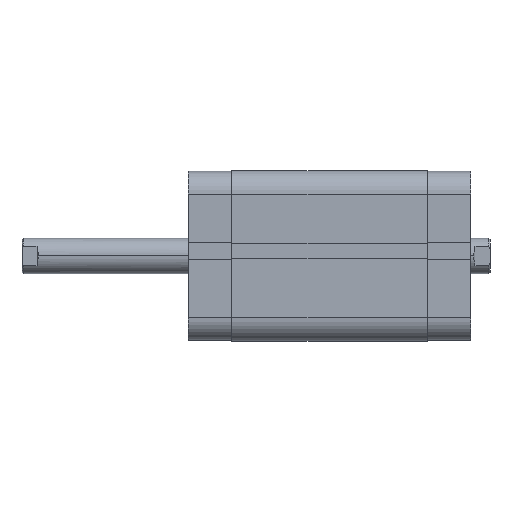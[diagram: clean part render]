
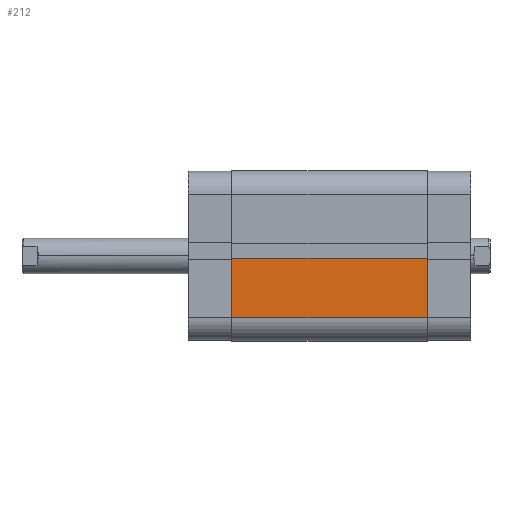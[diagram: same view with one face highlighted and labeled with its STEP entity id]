
A CAD part, top view. The second image highlights one B-rep face of the part: STEP entity #212.
In plain terms, the highlighted face is planar.
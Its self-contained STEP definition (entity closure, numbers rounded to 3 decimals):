
#212 = ADVANCED_FACE ( 'NONE', ( #2926 ), #3886, .T. ) ;
#257 = EDGE_LOOP ( 'NONE', ( #540, #539, #538, #537 ) ) ;
#537 = ORIENTED_EDGE ( 'NONE', *, *, #6938, .T. ) ;
#538 = ORIENTED_EDGE ( 'NONE', *, *, #6934, .T. ) ;
#539 = ORIENTED_EDGE ( 'NONE', *, *, #6941, .F. ) ;
#540 = ORIENTED_EDGE ( 'NONE', *, *, #6942, .F. ) ;
#875 = VERTEX_POINT ( 'NONE', #3972 ) ;
#876 = VERTEX_POINT ( 'NONE', #3973 ) ;
#877 = VERTEX_POINT ( 'NONE', #3974 ) ;
#878 = VERTEX_POINT ( 'NONE', #3975 ) ;
#2380 = AXIS2_PLACEMENT_3D ( 'NONE', #3889, #3894, #3895 ) ;
#2926 = FACE_OUTER_BOUND ( 'NONE', #257, .T. ) ;
#3542 = VECTOR ( 'NONE', #5145, 1000. ) ;
#3559 = LINE ( 'NONE', #5144, #3542 ) ;
#3562 = LINE ( 'NONE', #5136, #3563 ) ;
#3563 = VECTOR ( 'NONE', #5137, 1000. ) ;
#3565 = LINE ( 'NONE', #5150, #3577 ) ;
#3569 = LINE ( 'NONE', #5135, #3575 ) ;
#3575 = VECTOR ( 'NONE', #5152, 1000. ) ;
#3577 = VECTOR ( 'NONE', #5154, 1000. ) ;
#3886 = PLANE ( 'NONE',  #2380 ) ;
#3889 = CARTESIAN_POINT ( 'NONE',  ( 29., -63.941, 66.5 ) ) ;
#3894 = DIRECTION ( 'NONE',  ( 1., 0., 0. ) ) ;
#3895 = DIRECTION ( 'NONE',  ( 0., 1., 0. ) ) ;
#3972 = CARTESIAN_POINT ( 'NONE',  ( 29., 0.85, 0. ) ) ;
#3973 = CARTESIAN_POINT ( 'NONE',  ( 29., 0.85, 66.5 ) ) ;
#3974 = CARTESIAN_POINT ( 'NONE',  ( 29., 21., 0. ) ) ;
#3975 = CARTESIAN_POINT ( 'NONE',  ( 29., 21., 66.5 ) ) ;
#5135 = CARTESIAN_POINT ( 'NONE',  ( 29., 21., 66.5 ) ) ;
#5136 = CARTESIAN_POINT ( 'NONE',  ( 29., -63.941, 66.5 ) ) ;
#5137 = DIRECTION ( 'NONE',  ( 0., -1., 0. ) ) ;
#5144 = CARTESIAN_POINT ( 'NONE',  ( 29., 0.85, 66.5 ) ) ;
#5145 = DIRECTION ( 'NONE',  ( 0., 0., -1. ) ) ;
#5150 = CARTESIAN_POINT ( 'NONE',  ( 29., -63.941, 0. ) ) ;
#5152 = DIRECTION ( 'NONE',  ( 0., 0., -1. ) ) ;
#5154 = DIRECTION ( 'NONE',  ( 0., -1., 0. ) ) ;
#6934 = EDGE_CURVE ( 'NONE', #878, #876, #3562, .T. ) ;
#6938 = EDGE_CURVE ( 'NONE', #876, #875, #3559, .T. ) ;
#6941 = EDGE_CURVE ( 'NONE', #878, #877, #3569, .T. ) ;
#6942 = EDGE_CURVE ( 'NONE', #877, #875, #3565, .T. ) ;
